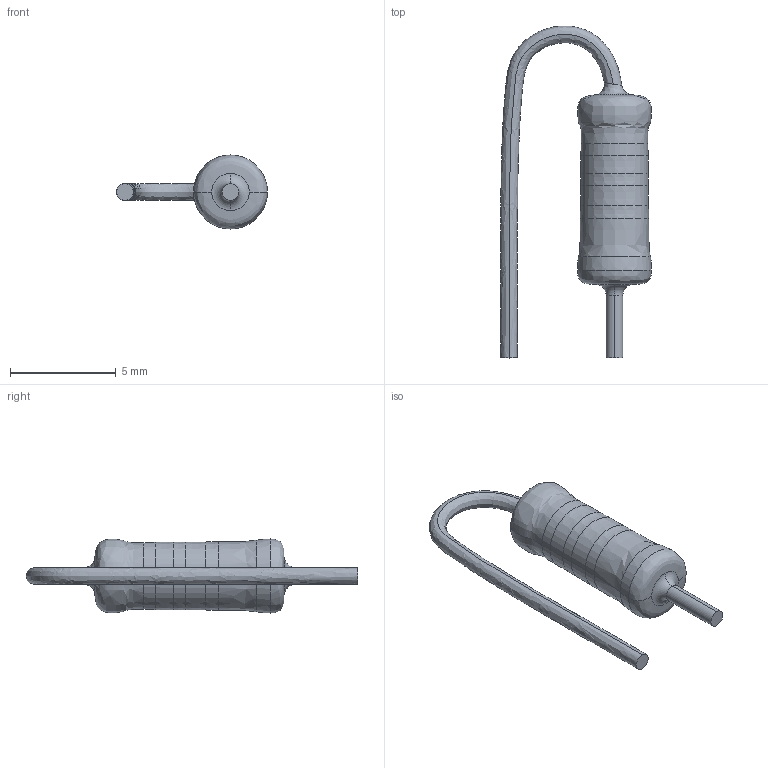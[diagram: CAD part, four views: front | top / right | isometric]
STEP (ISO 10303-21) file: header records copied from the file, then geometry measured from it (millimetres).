
FILE_DESCRIPTION (( 'STEP AP214' ), '1' );
FILE_NAME ('User Library-RESISTOR_2W.STEP', '2018-02-28T09:23:25', ( '' ), ( '' ), 'SwSTEP 2.0', 'SolidWorks 2018', '' );
FILE_SCHEMA (( 'AUTOMOTIVE_DESIGN' ));
Length unit declared in the file: millimetre
Products named in the file (1): User Library-RESISTOR_2W
Bounding box: 7.16 x 15.73 x 3.51 mm (x, y, z)
Volume: 87.7 mm3; surface area: 166.7 mm2
Topology: 1 solids, 1 shells, 28 faces, 60 edges, 34 vertices
Faces by surface type: bspline 22, torus 2, cylinder 2, plane 2
Entity records: 1768 total; most frequent: CARTESIAN_POINT 1009, ORIENTED_EDGE 120, DIRECTION 76, EDGE_CURVE 60, AXIS2_PLACEMENT_3D 37, VERTEX_POINT 34, CIRCLE 30, B_SPLINE_CURVE_WITH_KNOTS 28
